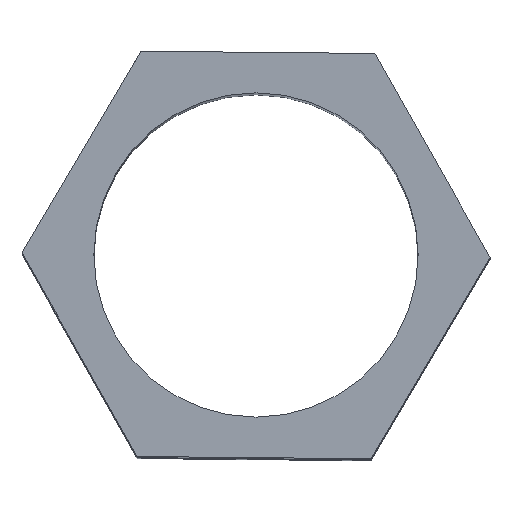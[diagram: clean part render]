
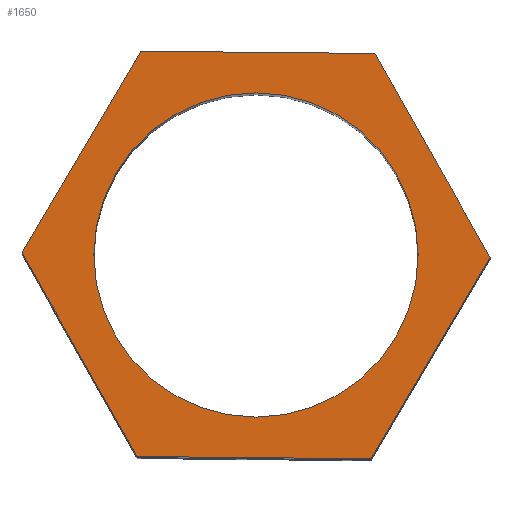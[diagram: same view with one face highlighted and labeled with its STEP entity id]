
A CAD part, top view. The second image highlights one B-rep face of the part: STEP entity #1650.
In plain terms, the highlighted planar face has unit normal (0, 0, 1).
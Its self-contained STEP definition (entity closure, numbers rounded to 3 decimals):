
#55 = ORIENTED_EDGE ( 'NONE', *, *, #1123, .T. ) ;
#65 = DIRECTION ( 'NONE',  ( 1., 0., 0. ) ) ;
#76 = AXIS2_PLACEMENT_3D ( 'NONE', #1706, #1369, #273 ) ;
#159 = CARTESIAN_POINT ( 'NONE',  ( 0.024, 2.5, 14.5 ) ) ;
#190 = DIRECTION ( 'NONE',  ( -0.508, -0.861, 0. ) ) ;
#208 = EDGE_CURVE ( 'NONE', #1992, #1536, #1018, .T. ) ;
#264 = ORIENTED_EDGE ( 'NONE', *, *, #1820, .T. ) ;
#273 = DIRECTION ( 'NONE',  ( 1., 0., 0. ) ) ;
#278 = DIRECTION ( 'NONE',  ( 0.508, 0.861, 0. ) ) ;
#393 = DIRECTION ( 'NONE',  ( 0., 0., -1. ) ) ;
#400 = ORIENTED_EDGE ( 'NONE', *, *, #1524, .T. ) ;
#435 = ORIENTED_EDGE ( 'NONE', *, *, #1328, .T. ) ;
#481 = ORIENTED_EDGE ( 'NONE', *, *, #904, .T. ) ;
#484 = CIRCLE ( 'NONE', #1979, 2. ) ;
#520 = LINE ( 'NONE', #717, #621 ) ;
#540 = VECTOR ( 'NONE', #278, 1000. ) ;
#581 = CARTESIAN_POINT ( 'NONE',  ( -2., 0., 14.5 ) ) ;
#589 = DIRECTION ( 'NONE',  ( 1., -0.009, 0. ) ) ;
#607 = CARTESIAN_POINT ( 'NONE',  ( -0.024, -2.5, 14.5 ) ) ;
#621 = VECTOR ( 'NONE', #1725, 1000. ) ;
#636 = DIRECTION ( 'NONE',  ( -1., 0.009, 0. ) ) ;
#658 = CARTESIAN_POINT ( 'NONE',  ( 1.42, -2.514, 14.5 ) ) ;
#659 = CARTESIAN_POINT ( 'NONE',  ( 2.177, 1.229, 14.5 ) ) ;
#670 = EDGE_CURVE ( 'NONE', #1852, #1164, #1614, .T. ) ;
#717 = CARTESIAN_POINT ( 'NONE',  ( -2.177, -1.229, 14.5 ) ) ;
#804 = VECTOR ( 'NONE', #636, 1000. ) ;
#849 = CARTESIAN_POINT ( 'NONE',  ( 0., 0., 14.5 ) ) ;
#883 = CARTESIAN_POINT ( 'NONE',  ( 2.153, -1.27, 14.5 ) ) ;
#885 = VERTEX_POINT ( 'NONE', #581 ) ;
#904 = EDGE_CURVE ( 'NONE', #1164, #1762, #520, .T. ) ;
#982 = PLANE ( 'NONE',  #1936 ) ;
#1018 = LINE ( 'NONE', #883, #540 ) ;
#1100 = VERTEX_POINT ( 'NONE', #1833 ) ;
#1113 = FACE_BOUND ( 'NONE', #1908, .T. ) ;
#1114 = DIRECTION ( 'NONE',  ( -0.492, 0.871, 0. ) ) ;
#1119 = CARTESIAN_POINT ( 'NONE',  ( 2.887, -0.027, 14.5 ) ) ;
#1123 = EDGE_CURVE ( 'NONE', #885, #1100, #484, .T. ) ;
#1137 = CARTESIAN_POINT ( 'NONE',  ( 1.467, 2.486, 14.5 ) ) ;
#1164 = VERTEX_POINT ( 'NONE', #1829 ) ;
#1284 = VECTOR ( 'NONE', #1114, 1000. ) ;
#1328 = EDGE_CURVE ( 'NONE', #1100, #885, #1838, .T. ) ;
#1345 = VECTOR ( 'NONE', #190, 1000. ) ;
#1369 = DIRECTION ( 'NONE',  ( 0., 0., -1. ) ) ;
#1381 = CARTESIAN_POINT ( 'NONE',  ( -1.42, 2.514, 14.5 ) ) ;
#1393 = ORIENTED_EDGE ( 'NONE', *, *, #208, .T. ) ;
#1436 = LINE ( 'NONE', #607, #1644 ) ;
#1484 = LINE ( 'NONE', #159, #804 ) ;
#1506 = CARTESIAN_POINT ( 'NONE',  ( 0., 0., 14.5 ) ) ;
#1524 = EDGE_CURVE ( 'NONE', #1536, #1539, #1770, .T. ) ;
#1536 = VERTEX_POINT ( 'NONE', #1119 ) ;
#1539 = VERTEX_POINT ( 'NONE', #1137 ) ;
#1601 = CARTESIAN_POINT ( 'NONE',  ( -2.153, 1.27, 14.5 ) ) ;
#1614 = LINE ( 'NONE', #1601, #1345 ) ;
#1636 = DIRECTION ( 'NONE',  ( 0., 0., 1. ) ) ;
#1644 = VECTOR ( 'NONE', #589, 1000. ) ;
#1650 = ADVANCED_FACE ( 'NONE', ( #1963, #1113 ), #982, .T. ) ;
#1690 = CARTESIAN_POINT ( 'NONE',  ( -1.467, -2.486, 14.5 ) ) ;
#1706 = CARTESIAN_POINT ( 'NONE',  ( 0., 0., 14.5 ) ) ;
#1725 = DIRECTION ( 'NONE',  ( 0.492, -0.871, 0. ) ) ;
#1752 = ORIENTED_EDGE ( 'NONE', *, *, #670, .T. ) ;
#1762 = VERTEX_POINT ( 'NONE', #1690 ) ;
#1770 = LINE ( 'NONE', #659, #1284 ) ;
#1820 = EDGE_CURVE ( 'NONE', #1762, #1992, #1436, .T. ) ;
#1824 = DIRECTION ( 'NONE',  ( 1., 0., 0. ) ) ;
#1829 = CARTESIAN_POINT ( 'NONE',  ( -2.887, 0.027, 14.5 ) ) ;
#1833 = CARTESIAN_POINT ( 'NONE',  ( 2., 0., 14.5 ) ) ;
#1838 = CIRCLE ( 'NONE', #76, 2. ) ;
#1852 = VERTEX_POINT ( 'NONE', #1381 ) ;
#1904 = EDGE_LOOP ( 'NONE', ( #400, #2044, #1752, #481, #264, #1393 ) ) ;
#1908 = EDGE_LOOP ( 'NONE', ( #55, #435 ) ) ;
#1936 = AXIS2_PLACEMENT_3D ( 'NONE', #849, #1636, #65 ) ;
#1963 = FACE_OUTER_BOUND ( 'NONE', #1904, .T. ) ;
#1975 = EDGE_CURVE ( 'NONE', #1539, #1852, #1484, .T. ) ;
#1979 = AXIS2_PLACEMENT_3D ( 'NONE', #1506, #393, #1824 ) ;
#1992 = VERTEX_POINT ( 'NONE', #658 ) ;
#2044 = ORIENTED_EDGE ( 'NONE', *, *, #1975, .T. ) ;
